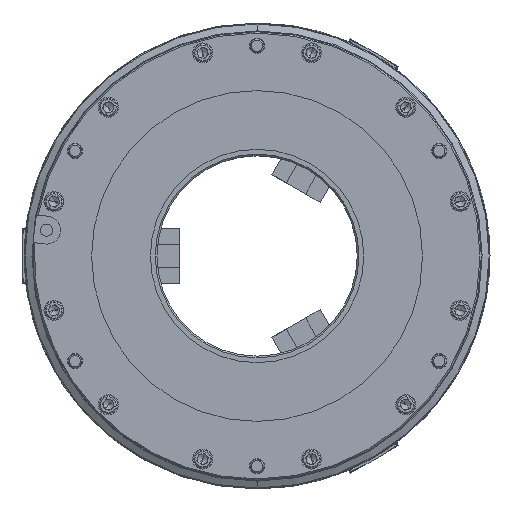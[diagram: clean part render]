
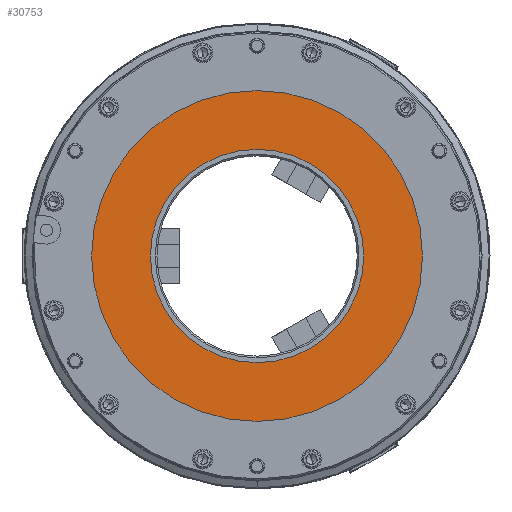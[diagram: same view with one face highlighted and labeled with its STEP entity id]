
A CAD part, left-side view. The second image highlights one B-rep face of the part: STEP entity #30753.
In plain terms, the highlighted planar face has unit normal (-1, 0, 0).
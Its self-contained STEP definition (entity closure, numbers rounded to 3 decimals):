
#568 = ORIENTED_EDGE ( 'NONE', *, *, #33907, .F. ) ;
#1132 = VERTEX_POINT ( 'NONE', #38920 ) ;
#1849 = AXIS2_PLACEMENT_3D ( 'NONE', #10256, #24063, #37901 ) ;
#2855 = EDGE_CURVE ( 'NONE', #37371, #1132, #25009, .T. ) ;
#3959 = EDGE_LOOP ( 'NONE', ( #23423, #30135 ) ) ;
#4997 = CIRCLE ( 'NONE', #30326, 190. ) ;
#5076 = VERTEX_POINT ( 'NONE', #7187 ) ;
#5838 = EDGE_CURVE ( 'NONE', #5076, #11414, #4997, .T. ) ;
#6978 = DIRECTION ( 'NONE',  ( -1., 0., 0. ) ) ;
#7187 = CARTESIAN_POINT ( 'NONE',  ( 8., 0., 190. ) ) ;
#8605 = CIRCLE ( 'NONE', #33939, 122.5 ) ;
#10256 = CARTESIAN_POINT ( 'NONE',  ( 8., 0., 0. ) ) ;
#10396 = FACE_BOUND ( 'NONE', #14035, .T. ) ;
#11129 = CIRCLE ( 'NONE', #36458, 190. ) ;
#11414 = VERTEX_POINT ( 'NONE', #16621 ) ;
#12158 = DIRECTION ( 'NONE',  ( 0., 0., 1. ) ) ;
#13094 = DIRECTION ( 'NONE',  ( 0., 0., 1. ) ) ;
#14035 = EDGE_LOOP ( 'NONE', ( #43227, #568 ) ) ;
#14626 = AXIS2_PLACEMENT_3D ( 'NONE', #38037, #6978, #20810 ) ;
#16621 = CARTESIAN_POINT ( 'NONE',  ( 8., 0., -190. ) ) ;
#17004 = CARTESIAN_POINT ( 'NONE',  ( 8., 0., 0. ) ) ;
#19747 = CARTESIAN_POINT ( 'NONE',  ( 8., 0., 122.5 ) ) ;
#20222 = EDGE_CURVE ( 'NONE', #11414, #5076, #11129, .T. ) ;
#20810 = DIRECTION ( 'NONE',  ( 0., 0., 1. ) ) ;
#23423 = ORIENTED_EDGE ( 'NONE', *, *, #5838, .T. ) ;
#24063 = DIRECTION ( 'NONE',  ( -1., 0., 0. ) ) ;
#24202 = PLANE ( 'NONE',  #14626 ) ;
#25009 = CIRCLE ( 'NONE', #1849, 122.5 ) ;
#29359 = CARTESIAN_POINT ( 'NONE',  ( 8., 0., 0. ) ) ;
#30135 = ORIENTED_EDGE ( 'NONE', *, *, #20222, .T. ) ;
#30320 = CARTESIAN_POINT ( 'NONE',  ( 8., 0., 0. ) ) ;
#30326 = AXIS2_PLACEMENT_3D ( 'NONE', #17004, #30835, #44656 ) ;
#30753 = ADVANCED_FACE ( 'NONE', ( #41443, #10396 ), #24202, .T. ) ;
#30835 = DIRECTION ( 'NONE',  ( -1., 0., 0. ) ) ;
#33907 = EDGE_CURVE ( 'NONE', #1132, #37371, #8605, .T. ) ;
#33939 = AXIS2_PLACEMENT_3D ( 'NONE', #29359, #43197, #12158 ) ;
#36458 = AXIS2_PLACEMENT_3D ( 'NONE', #30320, #44137, #13094 ) ;
#37371 = VERTEX_POINT ( 'NONE', #19747 ) ;
#37901 = DIRECTION ( 'NONE',  ( 0., 0., 1. ) ) ;
#38037 = CARTESIAN_POINT ( 'NONE',  ( 8., -190., 0. ) ) ;
#38920 = CARTESIAN_POINT ( 'NONE',  ( 8., 0., -122.5 ) ) ;
#41443 = FACE_OUTER_BOUND ( 'NONE', #3959, .T. ) ;
#43197 = DIRECTION ( 'NONE',  ( -1., 0., 0. ) ) ;
#43227 = ORIENTED_EDGE ( 'NONE', *, *, #2855, .F. ) ;
#44137 = DIRECTION ( 'NONE',  ( -1., 0., 0. ) ) ;
#44656 = DIRECTION ( 'NONE',  ( 0., 0., 1. ) ) ;
